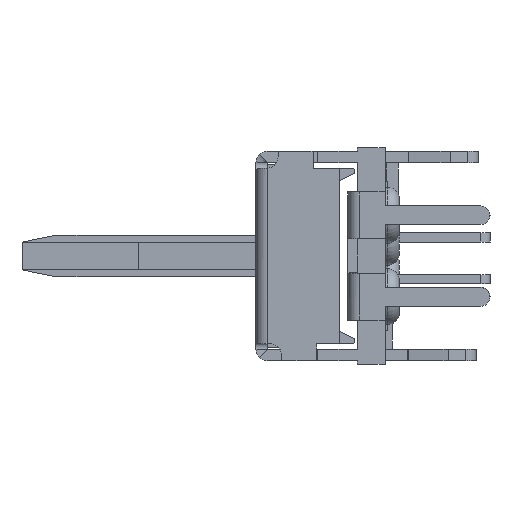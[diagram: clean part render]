
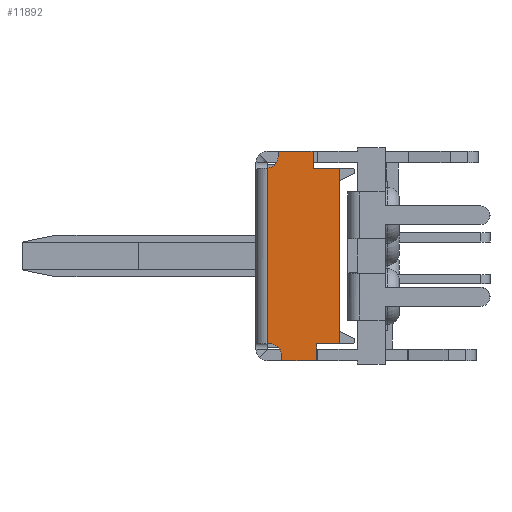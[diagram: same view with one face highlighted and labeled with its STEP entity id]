
A CAD part, left-side view. The second image highlights one B-rep face of the part: STEP entity #11892.
In plain terms, the highlighted planar face has unit normal (-1, 0, 0).
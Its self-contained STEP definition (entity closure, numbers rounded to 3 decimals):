
#1470=DIRECTION('',(0.,0.,-1.));
#1471=VECTOR('',#1470,7.545);
#1472=CARTESIAN_POINT('',(0.,5.05,-0.826));
#1473=LINE('',#1472,#1471);
#1514=DIRECTION('',(0.,0.,1.));
#1515=VECTOR('',#1514,0.229);
#1516=CARTESIAN_POINT('',(0.,4.45,-9.1));
#1517=LINE('',#1516,#1515);
#1518=CARTESIAN_POINT('',(0.,4.95,-8.871));
#1519=DIRECTION('',(-1.,0.,0.));
#1520=DIRECTION('',(0.,-1.,0.));
#1521=AXIS2_PLACEMENT_3D('',#1518,#1519,#1520);
#1523=DIRECTION('',(0.,1.,0.));
#1524=VECTOR('',#1523,0.1);
#1525=CARTESIAN_POINT('',(0.,4.95,-8.371));
#1526=LINE('',#1525,#1524);
#1527=CARTESIAN_POINT('',(0.,5.1,-0.329));
#1528=DIRECTION('',(-1.,0.,0.));
#1529=DIRECTION('',(0.,-0.1,-0.995));
#1530=AXIS2_PLACEMENT_3D('',#1527,#1528,#1529);
#1532=DIRECTION('',(0.,0.,-1.));
#1533=VECTOR('',#1532,7.543);
#1534=CARTESIAN_POINT('',(0.,1.95,-0.829));
#1535=LINE('',#1534,#1533);
#4978=DIRECTION('',(0.,-1.,0.));
#4979=VECTOR('',#4978,1.5);
#4980=CARTESIAN_POINT('',(0.,4.45,-9.1));
#4981=LINE('',#4980,#4979);
#4990=DIRECTION('',(0.,0.,1.));
#4991=VECTOR('',#4990,0.729);
#4992=CARTESIAN_POINT('',(0.,2.95,-9.1));
#4993=LINE('',#4992,#4991);
#5002=DIRECTION('',(0.,-1.,0.));
#5003=VECTOR('',#5002,1.);
#5004=CARTESIAN_POINT('',(0.,2.95,-8.371));
#5005=LINE('',#5004,#5003);
#5010=DIRECTION('',(0.,1.,0.));
#5011=VECTOR('',#5010,1.15);
#5012=CARTESIAN_POINT('',(0.,1.95,-0.829));
#5013=LINE('',#5012,#5011);
#5026=DIRECTION('',(0.,0.,1.));
#5027=VECTOR('',#5026,0.729);
#5028=CARTESIAN_POINT('',(0.,3.1,-0.829));
#5029=LINE('',#5028,#5027);
#5038=DIRECTION('',(0.,1.,0.));
#5039=VECTOR('',#5038,1.5);
#5040=CARTESIAN_POINT('',(0.,3.1,-0.1));
#5041=LINE('',#5040,#5039);
#5050=DIRECTION('',(0.,0.,-1.));
#5051=VECTOR('',#5050,0.229);
#5052=CARTESIAN_POINT('',(0.,4.6,-0.1));
#5053=LINE('',#5052,#5051);
#8009=CARTESIAN_POINT('',(0.,2.95,-8.371));
#8010=VERTEX_POINT('',#8009);
#8011=CARTESIAN_POINT('',(0.,1.95,-8.371));
#8012=VERTEX_POINT('',#8011);
#8040=CARTESIAN_POINT('',(0.,5.05,-8.371));
#8041=VERTEX_POINT('',#8040);
#8042=CARTESIAN_POINT('',(0.,4.95,-8.371));
#8043=VERTEX_POINT('',#8042);
#10468=CARTESIAN_POINT('',(0.,5.05,-0.826));
#10469=CARTESIAN_POINT('',(0.,4.6,-0.329));
#10470=VERTEX_POINT('',#10468);
#10471=VERTEX_POINT('',#10469);
#10473=CARTESIAN_POINT('',(0.,4.45,-9.1));
#10474=CARTESIAN_POINT('',(0.,4.45,-8.871));
#10475=VERTEX_POINT('',#10473);
#10476=VERTEX_POINT('',#10474);
#10477=CARTESIAN_POINT('',(0.,4.6,-0.1));
#10478=VERTEX_POINT('',#10477);
#10479=CARTESIAN_POINT('',(0.,3.1,-0.1));
#10480=VERTEX_POINT('',#10479);
#10481=CARTESIAN_POINT('',(0.,3.1,-0.829));
#10482=VERTEX_POINT('',#10481);
#10483=CARTESIAN_POINT('',(0.,1.95,-0.829));
#10484=VERTEX_POINT('',#10483);
#10485=CARTESIAN_POINT('',(0.,2.95,-9.1));
#10486=VERTEX_POINT('',#10485);
#11861=CARTESIAN_POINT('',(0.,3.5,-4.6));
#11862=DIRECTION('',(1.,0.,0.));
#11863=DIRECTION('',(0.,1.,0.));
#11864=AXIS2_PLACEMENT_3D('',#11861,#11862,#11863);
#11865=PLANE('',#11864);
#11867=ORIENTED_EDGE('',*,*,#11866,.T.);
#11869=ORIENTED_EDGE('',*,*,#11868,.T.);
#11871=ORIENTED_EDGE('',*,*,#11870,.T.);
#11872=ORIENTED_EDGE('',*,*,#11828,.F.);
#11873=ORIENTED_EDGE('',*,*,#11847,.T.);
#11875=ORIENTED_EDGE('',*,*,#11874,.F.);
#11877=ORIENTED_EDGE('',*,*,#11876,.F.);
#11879=ORIENTED_EDGE('',*,*,#11878,.F.);
#11881=ORIENTED_EDGE('',*,*,#11880,.F.);
#11883=ORIENTED_EDGE('',*,*,#11882,.T.);
#11885=ORIENTED_EDGE('',*,*,#11884,.F.);
#11887=ORIENTED_EDGE('',*,*,#11886,.F.);
#11889=ORIENTED_EDGE('',*,*,#11888,.F.);
#11890=EDGE_LOOP('',(#11867,#11869,#11871,#11872,#11873,#11875,#11877,#11879,
#11881,#11883,#11885,#11887,#11889));
#11891=FACE_OUTER_BOUND('',#11890,.F.);
#11892=ADVANCED_FACE('',(#11891),#11865,.F.);
#1522=CIRCLE('',#1521,0.5);
#1531=CIRCLE('',#1530,0.5);
#11828=EDGE_CURVE('',#10470,#8041,#1473,.T.);
#11847=EDGE_CURVE('',#10470,#10471,#1531,.T.);
#11866=EDGE_CURVE('',#10475,#10476,#1517,.T.);
#11868=EDGE_CURVE('',#10476,#8043,#1522,.T.);
#11870=EDGE_CURVE('',#8043,#8041,#1526,.T.);
#11874=EDGE_CURVE('',#10478,#10471,#5053,.T.);
#11876=EDGE_CURVE('',#10480,#10478,#5041,.T.);
#11878=EDGE_CURVE('',#10482,#10480,#5029,.T.);
#11880=EDGE_CURVE('',#10484,#10482,#5013,.T.);
#11882=EDGE_CURVE('',#10484,#8012,#1535,.T.);
#11884=EDGE_CURVE('',#8010,#8012,#5005,.T.);
#11886=EDGE_CURVE('',#10486,#8010,#4993,.T.);
#11888=EDGE_CURVE('',#10475,#10486,#4981,.T.);
